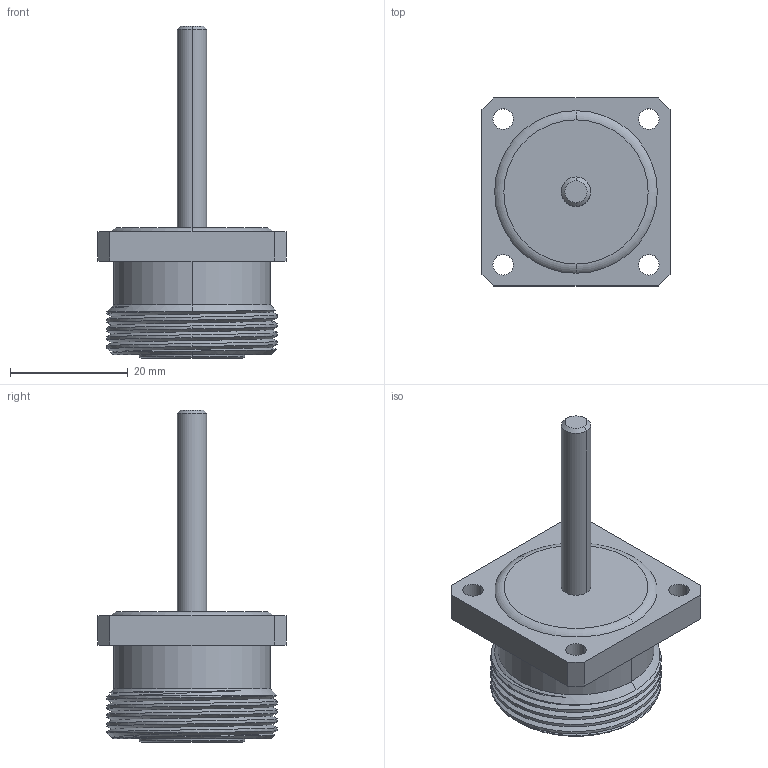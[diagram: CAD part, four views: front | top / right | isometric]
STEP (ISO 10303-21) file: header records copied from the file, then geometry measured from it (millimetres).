
FILE_DESCRIPTION((''),'2;1');
FILE_NAME('PRT0001','2021-09-02T',('1111'),(''),'PRO/ENGINEER BY PARAMETRIC TECHNOLOGY CORPORATION, 2012090','PRO/ENGINEER BY PARAMETRIC TECHNOLOGY CORPORATION, 2012090','');
FILE_SCHEMA(('CONFIG_CONTROL_DESIGN'));
Length unit declared in the file: millimetre
Products named in the file (1): PRT0001
Bounding box: 32 x 32 x 56.5 mm (x, y, z)
Volume: 12238.8 mm3; surface area: 7211.2 mm2
Topology: 1 solids, 1 shells, 97 faces, 254 edges, 165 vertices
Faces by surface type: plane 41, cylinder 32, cone 14, bspline 6, torus 4
Entity records: 4372 total; most frequent: CARTESIAN_POINT 1945, ORIENTED_EDGE 504, DIRECTION 487, EDGE_CURVE 252, AXIS2_PLACEMENT_3D 186, VERTEX_POINT 165, VECTOR 115, LINE 115
